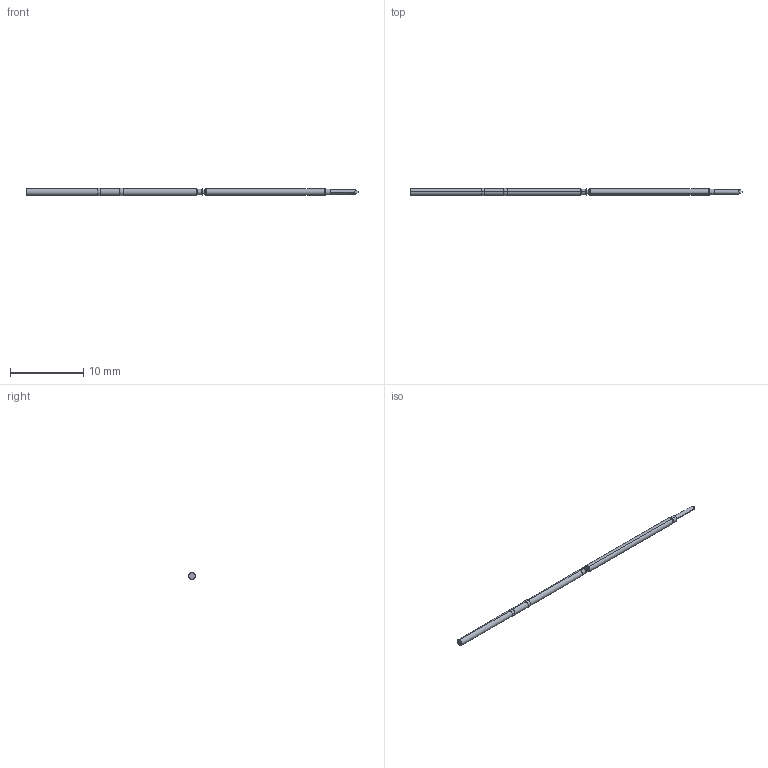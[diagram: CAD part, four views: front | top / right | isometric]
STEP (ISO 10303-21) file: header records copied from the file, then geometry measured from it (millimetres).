
FILE_DESCRIPTION (( 'STEP AP214' ), '1' );
FILE_NAME ('050-SBB163DS3.STEP', '2016-04-28T16:56:32', ( 'spare' ), ( '' ), 'SwSTEP 2.0', 'SolidWorks 2016', '' );
FILE_SCHEMA (( 'AUTOMOTIVE_DESIGN' ));
Length unit declared in the file: inch
Products named in the file (1): 050-SBB163DS3
Bounding box: 45.47 x 0.99 x 0.99 mm (x, y, z)
Volume: 27.6 mm3; surface area: 126.1 mm2
Topology: 1 solids, 1 shells, 44 faces, 89 edges, 49 vertices
Faces by surface type: cylinder 17, torus 12, cone 8, plane 7
Entity records: 1750 total; most frequent: DIRECTION 227, CARTESIAN_POINT 198, ORIENTED_EDGE 178, AXIS2_PLACEMENT_3D 98, EDGE_CURVE 89, CIRCLE 53, VERTEX_POINT 49, UNCERTAINTY_MEASURE_WITH_UNIT 47
